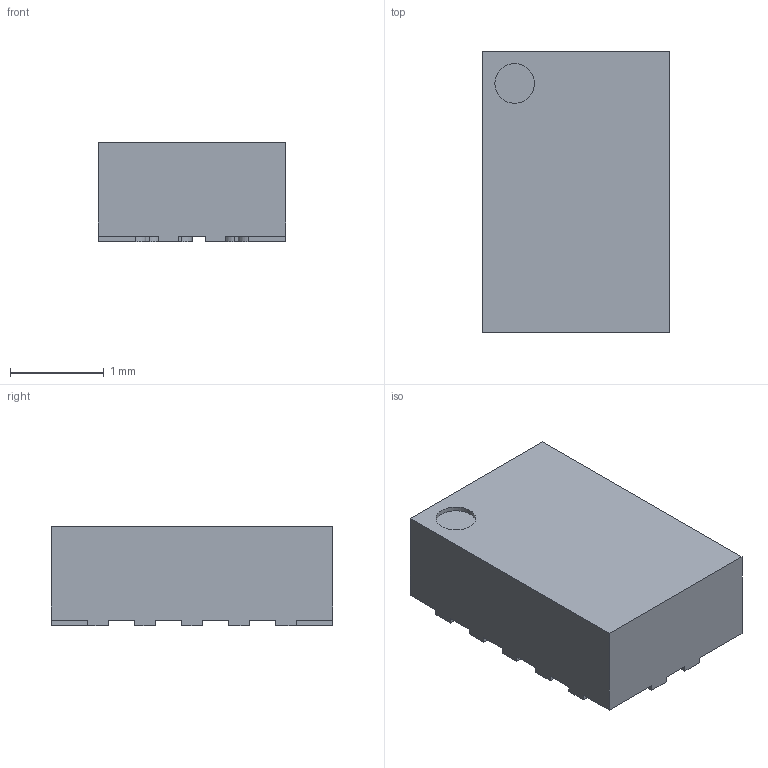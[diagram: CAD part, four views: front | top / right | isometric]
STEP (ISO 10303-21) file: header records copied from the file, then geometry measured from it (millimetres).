
FILE_DESCRIPTION (( 'STEP AP214' ), '1' );
FILE_NAME ('ti-part.STEP', '2024-01-17T18:00:45', ( '' ), ( '' ), 'SwSTEP 2.0', 'SolidWorks 2023', '' );
FILE_SCHEMA (( 'AUTOMOTIVE_DESIGN' ));
Length unit declared in the file: millimetre
Products named in the file (1): ti-part
Bounding box: 2 x 3 x 1.06 mm (x, y, z)
Volume: 6.1 mm3; surface area: 23.4 mm2
Topology: 1 solids, 1 shells, 70 faces, 201 edges, 134 vertices
Faces by surface type: plane 50, cylinder 20
Entity records: 2308 total; most frequent: CARTESIAN_POINT 406, ORIENTED_EDGE 402, DIRECTION 383, EDGE_CURVE 201, LINE 161, VECTOR 161, VERTEX_POINT 134, AXIS2_PLACEMENT_3D 111
